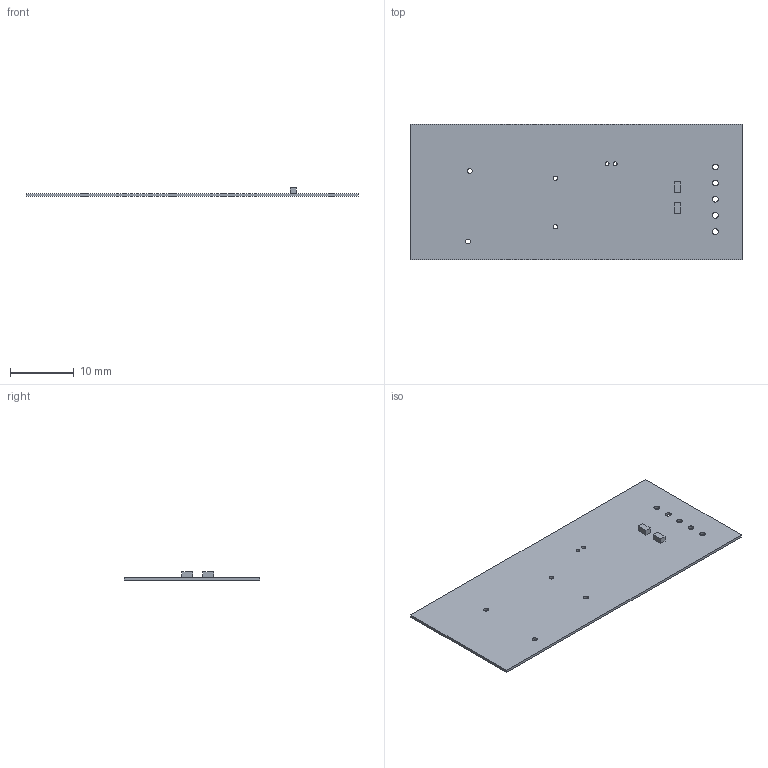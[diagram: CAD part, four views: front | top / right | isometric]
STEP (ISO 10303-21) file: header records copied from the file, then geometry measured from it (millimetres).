
FILE_DESCRIPTION(('Open CASCADE Model'),'2;1');
FILE_NAME('Open CASCADE Shape Model','2022-12-11T17:10:15',('Author'),( 'Open CASCADE'),'Open CASCADE STEP processor 6.8','Open CASCADE 6.8' ,'Unknown');
FILE_SCHEMA(('AUTOMOTIVE_DESIGN { 1 0 10303 214 1 1 1 1 }'));
Length unit declared in the file: millimetre
Products named in the file (7): PCB; Board; Open CASCADE STEP translator 6.8 1.1.1; R2; 5833254656; Extruded; R1
Assembly tree (7 placements, depth 4):
  PCB
    Board
      Open CASCADE STEP translator 6.8 1.1.1
    R2
      5833254656
        Extruded
    R1
      5833254656
        Extruded
Bounding box: 52.2 x 21.34 x 1.31 mm (x, y, z)
Volume: 458.9 mm3; surface area: 2304.2 mm2
Topology: 3 solids, 3 shells, 29 faces, 69 edges, 46 vertices
Faces by surface type: plane 18, cylinder 11
Full cylindrical faces by diameter (mm): 0.6 x2, 0.7 x2, 0.762 x2, 0.9 x5
Entity records: 883 total; most frequent: DIRECTION 141, CARTESIAN_POINT 126, ORIENTED_EDGE 114, EDGE_CURVE 57, AXIS2_PLACEMENT_3D 53, FACE_BOUND 45, EDGE_LOOP 45, VERTEX_POINT 38
